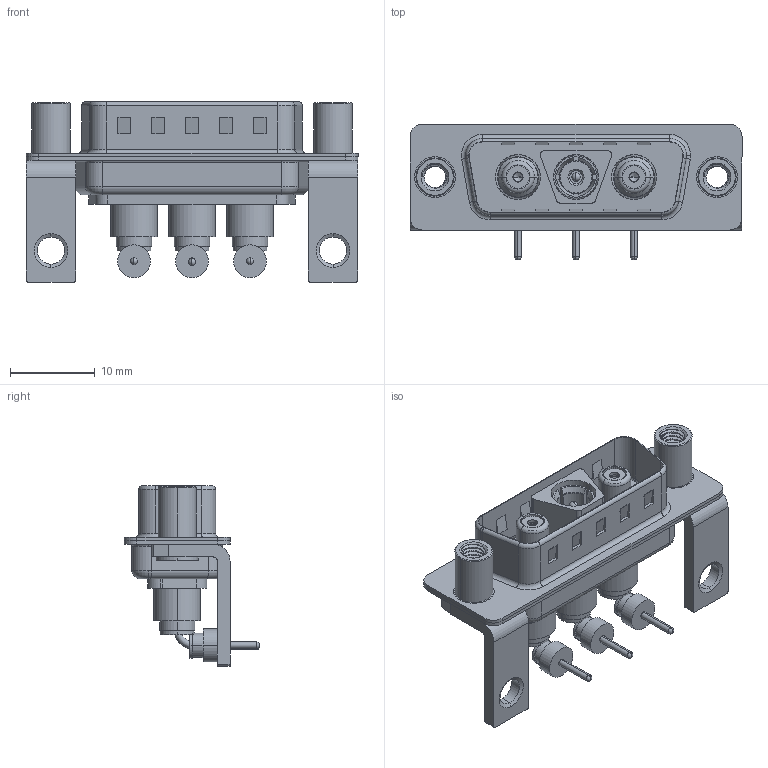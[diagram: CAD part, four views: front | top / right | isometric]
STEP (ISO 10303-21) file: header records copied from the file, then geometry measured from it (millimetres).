
FILE_DESCRIPTION (( 'STEP AP203' ), '1' );
FILE_NAME ('629-3WK3640-7T6.STEP', '2022-05-05T14:23:50', ( '' ), ( '' ), 'SwSTEP 2.0', 'SolidWorks 2020', '' );
FILE_SCHEMA (( 'CONFIG_CONTROL_DESIGN' ));
Length unit declared in the file: millimetre
Products named in the file (18): Co-Ax Jack_RA PC Tail; 629Combo Housing_3WK3; Insulator Socket 2; Locking Collar; Insulator Pin_Straight PC Tail; Co-Ax Plug_RA PC Tail; Insulator RA Pin; Co-Ax Jack Assy_RA; 629Combo Threaded Standoff_D; 629Combo Shell Front_15 Contacts; Insulator Socket; Pin_RA; Socket_RA; 629-3WK3640-7T6; 629Combo Stabilizer Bracket; 629Combo Shell Rear_15 Contacts; Co-Ax Plug Assy_RA
Assembly tree (27 placements, depth 3):
  629-3WK3640-7T6
    629Combo Housing_3WK3
    629Combo Shell Rear_15 Contacts
    629Combo Shell Front_15 Contacts
    629Combo Stabilizer Bracket  x2
    629Combo Threaded Standoff_D  x2
    Co-Ax Plug Assy_RA
      Co-Ax Plug_RA PC Tail
      Insulator Pin_Straight PC Tail
      Pin_RA
      Locking Collar
      Insulator RA Pin
    Co-Ax Jack Assy_RA
      Co-Ax Jack_RA PC Tail
      Insulator Socket
      Insulator Socket 2
      Locking Collar
      Socket_RA
      Insulator RA Pin
    Co-Ax Jack Assy_RA
      Co-Ax Jack_RA PC Tail
      Insulator Socket
      Insulator Socket 2
      Locking Collar
      Socket_RA
      Insulator RA Pin
Bounding box: 39.2 x 16 x 21.3 mm (x, y, z)
Volume: 2658.4 mm3; surface area: 7550 mm2
Topology: 24 solids, 24 shells, 815 faces, 1984 edges, 1258 vertices
Faces by surface type: cylinder 391, plane 278, torus 68, cone 61, bspline 9, sphere 8
Entity records: 22255 total; most frequent: CARTESIAN_POINT 5582, DIRECTION 3216, ORIENTED_EDGE 2920, EDGE_CURVE 1460, AXIS2_PLACEMENT_3D 1246, VERTEX_POINT 929, VECTOR 724, LINE 724
